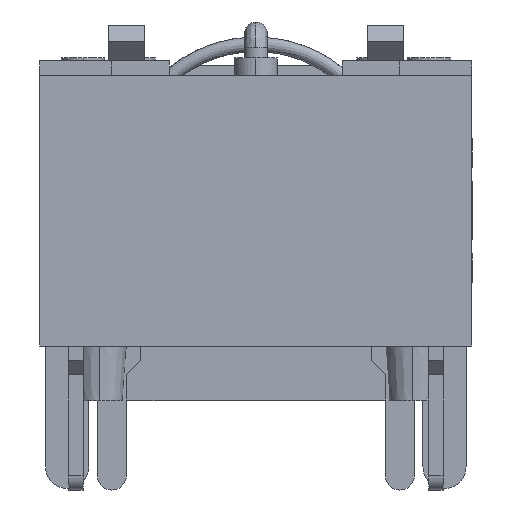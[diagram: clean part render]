
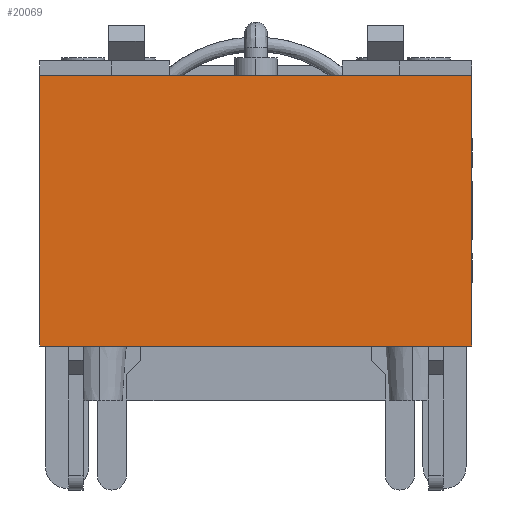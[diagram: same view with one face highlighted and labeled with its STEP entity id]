
A CAD part, left-side view. The second image highlights one B-rep face of the part: STEP entity #20069.
In plain terms, the highlighted planar face has unit normal (-1, 0, 0).
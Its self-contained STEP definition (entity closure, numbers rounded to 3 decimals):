
#488 = DIRECTION ( 'NONE',  ( 0., 0., -1. ) ) ;
#775 = EDGE_CURVE ( 'NONE', #1117, #13444, #12211, .T. ) ;
#1117 = VERTEX_POINT ( 'NONE', #13593 ) ;
#2875 = ORIENTED_EDGE ( 'NONE', *, *, #17757, .T. ) ;
#4442 = CARTESIAN_POINT ( 'NONE',  ( -30.6, 7.5, -4.8 ) ) ;
#4581 = CARTESIAN_POINT ( 'NONE',  ( -30.6, -7.5, 4.6 ) ) ;
#5061 = ORIENTED_EDGE ( 'NONE', *, *, #21280, .F. ) ;
#5143 = AXIS2_PLACEMENT_3D ( 'NONE', #17129, #19909, #17485 ) ;
#5590 = ORIENTED_EDGE ( 'NONE', *, *, #15087, .F. ) ;
#5853 = EDGE_LOOP ( 'NONE', ( #2875, #5061, #5590, #7124 ) ) ;
#5885 = VECTOR ( 'NONE', #10601, 1000. ) ;
#6315 = CARTESIAN_POINT ( 'NONE',  ( -30.6, -7.5, 0. ) ) ;
#7124 = ORIENTED_EDGE ( 'NONE', *, *, #775, .T. ) ;
#7511 = VECTOR ( 'NONE', #20051, 1000. ) ;
#7877 = VECTOR ( 'NONE', #19073, 1000. ) ;
#8533 = LINE ( 'NONE', #20544, #5885 ) ;
#9475 = CARTESIAN_POINT ( 'NONE',  ( -30.6, 7.5, 0. ) ) ;
#10601 = DIRECTION ( 'NONE',  ( 0., -1., 0. ) ) ;
#10813 = LINE ( 'NONE', #18711, #7877 ) ;
#11636 = PLANE ( 'NONE',  #5143 ) ;
#11924 = FACE_OUTER_BOUND ( 'NONE', #5853, .T. ) ;
#12211 = LINE ( 'NONE', #9475, #12699 ) ;
#12699 = VECTOR ( 'NONE', #488, 1000. ) ;
#13444 = VERTEX_POINT ( 'NONE', #4442 ) ;
#13593 = CARTESIAN_POINT ( 'NONE',  ( -30.6, 7.5, 4.6 ) ) ;
#15087 = EDGE_CURVE ( 'NONE', #1117, #17405, #10813, .T. ) ;
#15353 = VERTEX_POINT ( 'NONE', #19768 ) ;
#15528 = LINE ( 'NONE', #6315, #7511 ) ;
#17129 = CARTESIAN_POINT ( 'NONE',  ( -30.6, -7.5, 0. ) ) ;
#17405 = VERTEX_POINT ( 'NONE', #4581 ) ;
#17485 = DIRECTION ( 'NONE',  ( 0., 0., 1. ) ) ;
#17757 = EDGE_CURVE ( 'NONE', #13444, #15353, #8533, .T. ) ;
#18711 = CARTESIAN_POINT ( 'NONE',  ( -30.6, 0., 4.6 ) ) ;
#19073 = DIRECTION ( 'NONE',  ( 0., -1., 0. ) ) ;
#19768 = CARTESIAN_POINT ( 'NONE',  ( -30.6, -7.5, -4.8 ) ) ;
#19909 = DIRECTION ( 'NONE',  ( -1., 0., 0. ) ) ;
#20051 = DIRECTION ( 'NONE',  ( 0., 0., -1. ) ) ;
#20069 = ADVANCED_FACE ( 'NONE', ( #11924 ), #11636, .T. ) ;
#20544 = CARTESIAN_POINT ( 'NONE',  ( -30.6, -7.5, -4.8 ) ) ;
#21280 = EDGE_CURVE ( 'NONE', #17405, #15353, #15528, .T. ) ;
